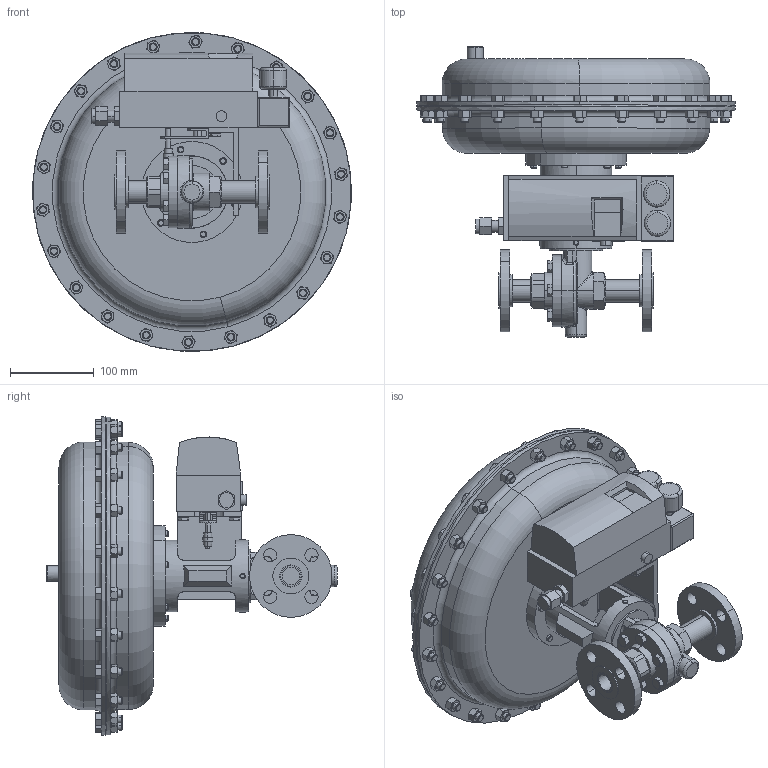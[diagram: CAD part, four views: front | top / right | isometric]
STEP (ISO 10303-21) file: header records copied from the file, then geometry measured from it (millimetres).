
FILE_DESCRIPTION (( 'STEP AP203' ), '1' );
FILE_NAME ('70SP-075-DI+BR-F5-85M-16IQ.STEP', '2017-09-11T16:29:49', ( '' ), ( '' ), 'SwSTEP 2.0', 'SolidWorks 2014', '' );
FILE_SCHEMA (( 'CONFIG_CONTROL_DESIGN' ));
Length unit declared in the file: inch
Products named in the file (1): 70SP-075-DI+BR-F5-85M-16IQ
Bounding box: 380.96 x 347 x 380.89 mm (x, y, z)
Volume: 11250934.1 mm3; surface area: 562975.4 mm2
Topology: 1 solids, 1 shells, 1336 faces, 3060 edges, 1847 vertices
Faces by surface type: plane 560, cone 516, cylinder 217, torus 28, bspline 10, sphere 5
Entity records: 41972 total; most frequent: CARTESIAN_POINT 13127, ORIENTED_EDGE 6112, DIRECTION 5708, EDGE_CURVE 3056, AXIS2_PLACEMENT_3D 2318, VERTEX_POINT 1847, EDGE_LOOP 1481, ADVANCED_FACE 1336
